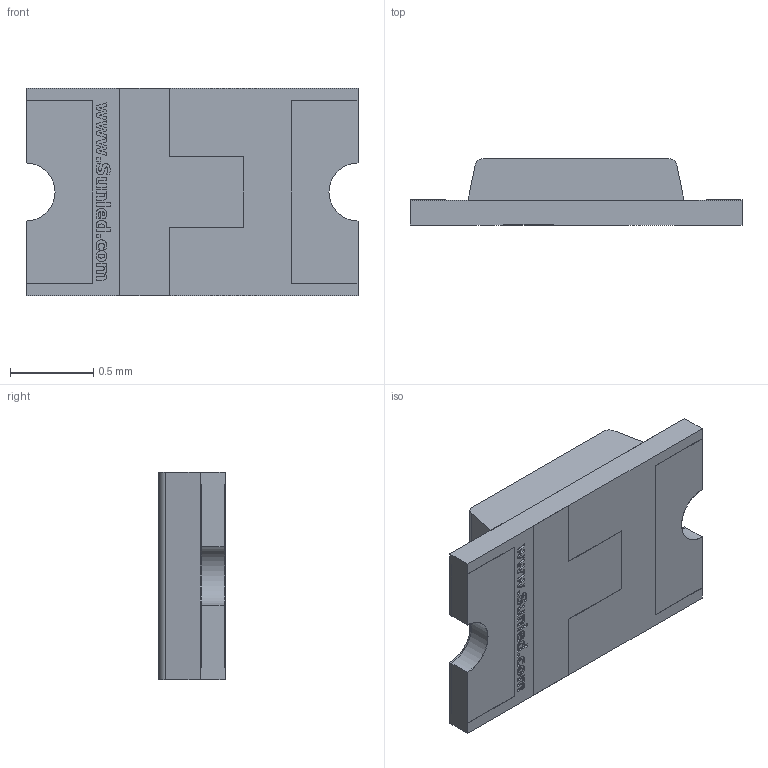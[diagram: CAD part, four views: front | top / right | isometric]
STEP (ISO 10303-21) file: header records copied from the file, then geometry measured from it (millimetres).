
FILE_DESCRIPTION (( 'STEP AP214' ), '1' );
FILE_NAME ('XZxx54-4.STEP', '2015-09-10T17:53:15', ( '' ), ( '' ), 'SwSTEP 2.0', 'SolidWorks 2012', '' );
FILE_SCHEMA (( 'AUTOMOTIVE_DESIGN' ));
Length unit declared in the file: millimetre
Products named in the file (1): XZxx54-4
Bounding box: 2 x 0.4 x 1.25 mm (x, y, z)
Volume: 0.8 mm3; surface area: 14.1 mm2
Topology: 9 solids, 9 shells, 267 faces, 696 edges, 464 vertices
Faces by surface type: plane 180, bspline 77, cylinder 10
Entity records: 13372 total; most frequent: CARTESIAN_POINT 5113, ORIENTED_EDGE 1392, DIRECTION 944, EDGE_CURVE 696, LINE 522, VECTOR 522, VERTEX_POINT 464, EDGE_LOOP 284
